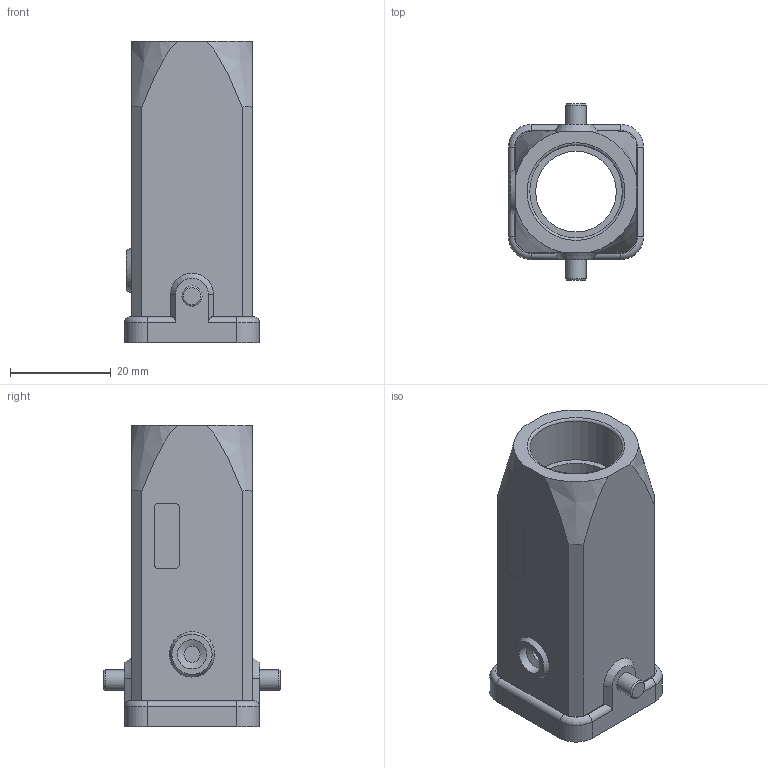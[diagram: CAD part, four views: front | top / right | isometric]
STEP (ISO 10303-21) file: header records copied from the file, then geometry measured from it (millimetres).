
FILE_DESCRIPTION(/* description */ (''),/* implementation_level */ '2;1');
FILE_NAME(/* name */ 'H3A.P-TE-2B-XXX.stp',/* time_stamp */ '2022-11-01T15:48:46+08:00',/* author */ (''),/* organization */ (''),/* preprocessor_version */ 'ST-DEVELOPER v16',/* originating_system */ 'SIEMENS PLM Software NX 10.0',/* authorisation */ '');
FILE_SCHEMA (('AP203_CONFIGURATION_CONTROLLED_3D_DESIGN_OF_MECHANICAL_PARTS_AND_ASSEMBLIES_MIM_LF { 1 0 10303 403 2 1 2}'));
Length unit declared in the file: millimetre
Products named in the file (1): Admi27FCD7D2n81z
Bounding box: 26.8 x 35 x 59.9 mm (x, y, z)
Volume: 9660.7 mm3; surface area: 11857.2 mm2
Topology: 1 solids, 1 shells, 124 faces, 336 edges, 220 vertices
Faces by surface type: plane 58, cone 29, cylinder 29, torus 8
Full cylindrical faces by diameter (mm): 3.2 x1, 4 x2, 5.8 x1, 15.999 x1, 18.389 x1
Entity records: 4087 total; most frequent: CARTESIAN_POINT 921, ORIENTED_EDGE 642, DIRECTION 632, EDGE_CURVE 321, AXIS2_PLACEMENT_3D 235, VERTEX_POINT 217, LINE 162, VECTOR 162
